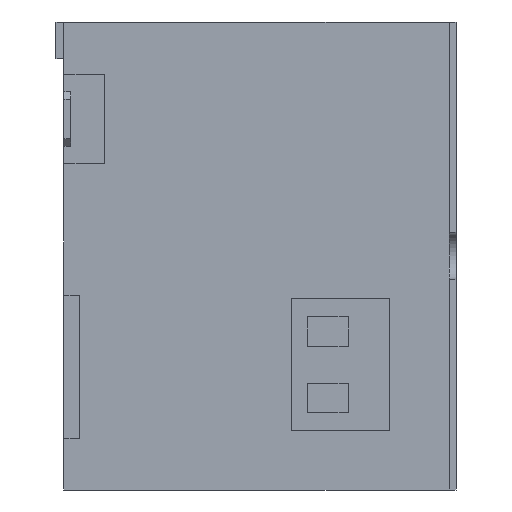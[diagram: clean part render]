
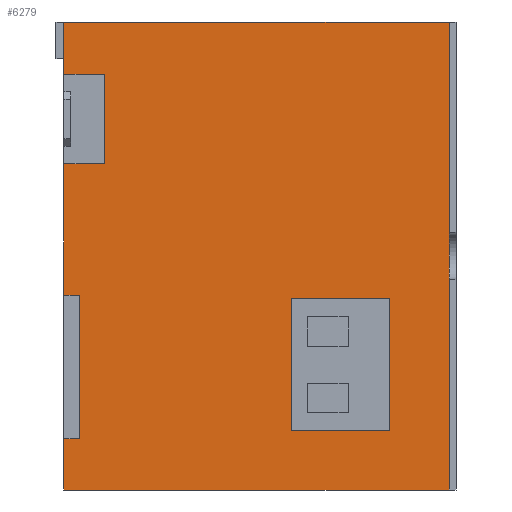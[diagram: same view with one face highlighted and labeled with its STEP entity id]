
A CAD part, left-side view. The second image highlights one B-rep face of the part: STEP entity #6279.
In plain terms, the highlighted planar face has unit normal (-1, 0, 0).
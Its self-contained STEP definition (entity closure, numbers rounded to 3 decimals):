
#29 = VECTOR ( 'NONE', #3491, 1000. ) ;
#62 = CARTESIAN_POINT ( 'NONE',  ( -32.3, 42.5, -21. ) ) ;
#85 = ORIENTED_EDGE ( 'NONE', *, *, #1500, .T. ) ;
#122 = EDGE_CURVE ( 'NONE', #3839, #7358, #502, .T. ) ;
#132 = AXIS2_PLACEMENT_3D ( 'NONE', #7956, #4182, #1609 ) ;
#144 = ORIENTED_EDGE ( 'NONE', *, *, #5537, .T. ) ;
#176 = CARTESIAN_POINT ( 'NONE',  ( -32.3, 39.6, 10.6 ) ) ;
#225 = VECTOR ( 'NONE', #3479, 1000. ) ;
#265 = VERTEX_POINT ( 'NONE', #2497 ) ;
#279 = CARTESIAN_POINT ( 'NONE',  ( -32.3, 42.5, 20.9 ) ) ;
#329 = ORIENTED_EDGE ( 'NONE', *, *, #5701, .T. ) ;
#384 = DIRECTION ( 'NONE',  ( 0., -1., 0. ) ) ;
#463 = ORIENTED_EDGE ( 'NONE', *, *, #122, .F. ) ;
#483 = CARTESIAN_POINT ( 'NONE',  ( -32.3, 0., -26.9 ) ) ;
#502 = LINE ( 'NONE', #3582, #4001 ) ;
#569 = ORIENTED_EDGE ( 'NONE', *, *, #5107, .T. ) ;
#624 = EDGE_CURVE ( 'Defeature ausgef�hrt1_122+Defeature ausgef�hrt1_13+Defeature ausgef�hrt1_114+Defeature ausgef�hrt1_120', #2501, #4030, #2616, .T. ) ;
#639 = CARTESIAN_POINT ( 'NONE',  ( -32.3, 44.3, -4.5 ) ) ;
#660 = DIRECTION ( 'NONE',  ( 0., 1., 0. ) ) ;
#804 = ORIENTED_EDGE ( 'NONE', *, *, #4741, .F. ) ;
#808 = ORIENTED_EDGE ( 'NONE', *, *, #7502, .T. ) ;
#828 = CARTESIAN_POINT ( 'NONE',  ( -32.3, 0., 26.9 ) ) ;
#835 = CARTESIAN_POINT ( 'NONE',  ( -32.3, 6.8, -20.115 ) ) ;
#913 = VERTEX_POINT ( 'NONE', #639 ) ;
#991 = LINE ( 'NONE', #4831, #2531 ) ;
#1061 = CARTESIAN_POINT ( 'NONE',  ( -32.3, 42.5, 10.6 ) ) ;
#1066 = CARTESIAN_POINT ( 'NONE',  ( -32.3, 6.8, -4.875 ) ) ;
#1131 = VERTEX_POINT ( 'NONE', #828 ) ;
#1159 = CARTESIAN_POINT ( 'NONE',  ( -32.3, 6.8, -4.875 ) ) ;
#1322 = VECTOR ( 'NONE', #6586, 1000. ) ;
#1355 = EDGE_CURVE ( 'Defeature ausgef�hrt1_133+Defeature ausgef�hrt1_13+Defeature ausgef�hrt1_13+Defeature ausgef�hrt1_13', #7624, #3839, #7355, .T. ) ;
#1392 = CARTESIAN_POINT ( 'NONE',  ( -32.3, 44.3, 26.9 ) ) ;
#1500 = EDGE_CURVE ( 'Defeature ausgef�hrt1_13+Defeature ausgef�hrt1_133+Defeature ausgef�hrt1_133+Defeature ausgef�hrt1_133', #7624, #2174, #991, .T. ) ;
#1544 = DIRECTION ( 'NONE',  ( 0., 0., 1. ) ) ;
#1552 = LINE ( 'NONE', #6604, #2928 ) ;
#1599 = CARTESIAN_POINT ( 'NONE',  ( -32.3, 39.6, 20.9 ) ) ;
#1609 = DIRECTION ( 'NONE',  ( 0., 0., 1. ) ) ;
#1647 = ORIENTED_EDGE ( 'NONE', *, *, #5423, .F. ) ;
#1671 = DIRECTION ( 'NONE',  ( 0., -1., 0. ) ) ;
#1781 = ORIENTED_EDGE ( 'NONE', *, *, #3528, .T. ) ;
#1869 = EDGE_LOOP ( 'NONE', ( #3472, #85, #1781, #463 ) ) ;
#2085 = EDGE_LOOP ( 'NONE', ( #4201, #2974, #329, #144, #3611, #4233, #2148, #569, #808, #1647, #804, #4543 ) ) ;
#2143 = CARTESIAN_POINT ( 'NONE',  ( -32.3, 42.5, -21. ) ) ;
#2148 = ORIENTED_EDGE ( 'NONE', *, *, #3107, .T. ) ;
#2174 = VERTEX_POINT ( 'NONE', #1066 ) ;
#2179 = CARTESIAN_POINT ( 'NONE',  ( -32.3, 44.3, -26.9 ) ) ;
#2210 = VECTOR ( 'NONE', #2221, 1000. ) ;
#2221 = DIRECTION ( 'NONE',  ( 0., 0., 1. ) ) ;
#2248 = VERTEX_POINT ( 'NONE', #483 ) ;
#2309 = EDGE_CURVE ( 'Defeature ausgef�hrt1_13+Defeature ausgef�hrt1_2+Defeature ausgef�hrt1_8+Defeature ausgef�hrt1_120', #2934, #6699, #2904, .T. ) ;
#2333 = VERTEX_POINT ( 'NONE', #4367 ) ;
#2436 = VECTOR ( 'NONE', #5356, 1000. ) ;
#2497 = CARTESIAN_POINT ( 'NONE',  ( -32.3, 44.3, -21. ) ) ;
#2501 = VERTEX_POINT ( 'NONE', #176 ) ;
#2531 = VECTOR ( 'NONE', #1671, 1000. ) ;
#2616 = LINE ( 'NONE', #2850, #2210 ) ;
#2629 = LINE ( 'NONE', #1061, #2436 ) ;
#2641 = LINE ( 'NONE', #7877, #29 ) ;
#2687 = CARTESIAN_POINT ( 'NONE',  ( -32.3, 44.3, 20.9 ) ) ;
#2694 = DIRECTION ( 'NONE',  ( 0., 0., -1. ) ) ;
#2731 = EDGE_CURVE ( 'Defeature ausgef�hrt1_101+Defeature ausgef�hrt1_13+Defeature ausgef�hrt1_102+Defeature ausgef�hrt1_2', #4371, #913, #6840, .T. ) ;
#2847 = CARTESIAN_POINT ( 'NONE',  ( -32.3, 0., 26.9 ) ) ;
#2850 = CARTESIAN_POINT ( 'NONE',  ( -32.3, 39.6, 10.6 ) ) ;
#2861 = LINE ( 'NONE', #2179, #1322 ) ;
#2881 = LINE ( 'NONE', #62, #8007 ) ;
#2902 = DIRECTION ( 'NONE',  ( 0., 0., -1. ) ) ;
#2904 = LINE ( 'NONE', #5618, #4381 ) ;
#2928 = VECTOR ( 'NONE', #384, 1000. ) ;
#2934 = VERTEX_POINT ( 'NONE', #3672 ) ;
#2974 = ORIENTED_EDGE ( 'NONE', *, *, #624, .F. ) ;
#3007 = CARTESIAN_POINT ( 'NONE',  ( -32.3, 42.5, -4.5 ) ) ;
#3107 = EDGE_CURVE ( 'Defeature ausgef�hrt1_13+Defeature ausgef�hrt1_99+Defeature ausgef�hrt1_102+Defeature ausgef�hrt1_2', #4989, #265, #2881, .T. ) ;
#3204 = VECTOR ( 'NONE', #1544, 1000. ) ;
#3471 = VECTOR ( 'NONE', #4814, 1000. ) ;
#3472 = ORIENTED_EDGE ( 'NONE', *, *, #1355, .F. ) ;
#3479 = DIRECTION ( 'NONE',  ( 0., 0., -1. ) ) ;
#3491 = DIRECTION ( 'NONE',  ( 0., 0., -1. ) ) ;
#3528 = EDGE_CURVE ( 'NONE', #2174, #7358, #7089, .T. ) ;
#3582 = CARTESIAN_POINT ( 'NONE',  ( -32.3, 6.8, -20.115 ) ) ;
#3603 = LINE ( 'NONE', #1392, #7397 ) ;
#3611 = ORIENTED_EDGE ( 'NONE', *, *, #2731, .F. ) ;
#3665 = DIRECTION ( 'NONE',  ( 0., -1., 0. ) ) ;
#3672 = CARTESIAN_POINT ( 'NONE',  ( -32.3, 44.3, 26.9 ) ) ;
#3815 = VECTOR ( 'NONE', #2902, 1000. ) ;
#3839 = VERTEX_POINT ( 'NONE', #4627 ) ;
#3948 = DIRECTION ( 'NONE',  ( 0., 1., 0. ) ) ;
#4001 = VECTOR ( 'NONE', #3665, 1000. ) ;
#4030 = VERTEX_POINT ( 'NONE', #1599 ) ;
#4167 = VERTEX_POINT ( 'NONE', #6640 ) ;
#4168 = CARTESIAN_POINT ( 'NONE',  ( -32.3, 18.107, -4.875 ) ) ;
#4182 = DIRECTION ( 'NONE',  ( -1., 0., 0. ) ) ;
#4201 = ORIENTED_EDGE ( 'NONE', *, *, #6985, .F. ) ;
#4233 = ORIENTED_EDGE ( 'NONE', *, *, #6219, .F. ) ;
#4367 = CARTESIAN_POINT ( 'NONE',  ( -32.3, 44.3, 10.6 ) ) ;
#4371 = VERTEX_POINT ( 'NONE', #6098 ) ;
#4381 = VECTOR ( 'NONE', #5559, 1000. ) ;
#4387 = LINE ( 'NONE', #2143, #3204 ) ;
#4543 = ORIENTED_EDGE ( 'NONE', *, *, #2309, .T. ) ;
#4627 = CARTESIAN_POINT ( 'NONE',  ( -32.3, 18.107, -20.115 ) ) ;
#4729 = VECTOR ( 'NONE', #7317, 1000. ) ;
#4741 = EDGE_CURVE ( 'Defeature ausgef�hrt1_8+Defeature ausgef�hrt1_13+Defeature ausgef�hrt1_2+Defeature ausgef�hrt1_6', #2934, #1131, #1552, .T. ) ;
#4814 = DIRECTION ( 'NONE',  ( 0., 1., 0. ) ) ;
#4831 = CARTESIAN_POINT ( 'NONE',  ( -32.3, 6.8, -4.875 ) ) ;
#4989 = VERTEX_POINT ( 'NONE', #5601 ) ;
#5107 = EDGE_CURVE ( 'Defeature ausgef�hrt1_13+Defeature ausgef�hrt1_2+Defeature ausgef�hrt1_99+Defeature ausgef�hrt1_10', #265, #4167, #3603, .T. ) ;
#5356 = DIRECTION ( 'NONE',  ( 0., 1., 0. ) ) ;
#5400 = LINE ( 'NONE', #2847, #225 ) ;
#5423 = EDGE_CURVE ( 'Defeature ausgef�hrt1_6+Defeature ausgef�hrt1_13+Defeature ausgef�hrt1_8+Defeature ausgef�hrt1_10', #1131, #2248, #5400, .T. ) ;
#5457 = PLANE ( 'NONE',  #132 ) ;
#5537 = EDGE_CURVE ( 'Defeature ausgef�hrt1_13+Defeature ausgef�hrt1_2+Defeature ausgef�hrt1_114+Defeature ausgef�hrt1_101', #2333, #913, #2641, .T. ) ;
#5559 = DIRECTION ( 'NONE',  ( 0., 0., -1. ) ) ;
#5601 = CARTESIAN_POINT ( 'NONE',  ( -32.3, 42.5, -21. ) ) ;
#5618 = CARTESIAN_POINT ( 'NONE',  ( -32.3, 44.3, 26.9 ) ) ;
#5701 = EDGE_CURVE ( 'Defeature ausgef�hrt1_13+Defeature ausgef�hrt1_114+Defeature ausgef�hrt1_122+Defeature ausgef�hrt1_2', #2501, #2333, #2629, .T. ) ;
#5849 = VECTOR ( 'NONE', #3948, 1000. ) ;
#6098 = CARTESIAN_POINT ( 'NONE',  ( -32.3, 42.5, -4.5 ) ) ;
#6219 = EDGE_CURVE ( 'Defeature ausgef�hrt1_102+Defeature ausgef�hrt1_13+Defeature ausgef�hrt1_99+Defeature ausgef�hrt1_101', #4989, #4371, #4387, .T. ) ;
#6279 = ADVANCED_FACE ( 'Defeature ausgef�hrt1_13', ( #7130, #7543 ), #5457, .T. ) ;
#6586 = DIRECTION ( 'NONE',  ( 0., -1., 0. ) ) ;
#6604 = CARTESIAN_POINT ( 'NONE',  ( -32.3, 44.3, 26.9 ) ) ;
#6640 = CARTESIAN_POINT ( 'NONE',  ( -32.3, 44.3, -26.9 ) ) ;
#6699 = VERTEX_POINT ( 'NONE', #2687 ) ;
#6840 = LINE ( 'NONE', #3007, #3471 ) ;
#6985 = EDGE_CURVE ( 'Defeature ausgef�hrt1_120+Defeature ausgef�hrt1_13+Defeature ausgef�hrt1_122+Defeature ausgef�hrt1_2', #4030, #6699, #8010, .T. ) ;
#7089 = LINE ( 'NONE', #1159, #4729 ) ;
#7130 = FACE_BOUND ( 'NONE', #1869, .T. ) ;
#7301 = CARTESIAN_POINT ( 'NONE',  ( -32.3, 18.107, -4.875 ) ) ;
#7317 = DIRECTION ( 'NONE',  ( 0., 0., -1. ) ) ;
#7355 = LINE ( 'NONE', #7301, #3815 ) ;
#7358 = VERTEX_POINT ( 'NONE', #835 ) ;
#7397 = VECTOR ( 'NONE', #2694, 1000. ) ;
#7502 = EDGE_CURVE ( 'Defeature ausgef�hrt1_13+Defeature ausgef�hrt1_10+Defeature ausgef�hrt1_2+Defeature ausgef�hrt1_6', #4167, #2248, #2861, .T. ) ;
#7543 = FACE_OUTER_BOUND ( 'NONE', #2085, .T. ) ;
#7624 = VERTEX_POINT ( 'NONE', #4168 ) ;
#7877 = CARTESIAN_POINT ( 'NONE',  ( -32.3, 44.3, 26.9 ) ) ;
#7956 = CARTESIAN_POINT ( 'NONE',  ( -32.3, 44.3, 26.9 ) ) ;
#8007 = VECTOR ( 'NONE', #660, 1000. ) ;
#8010 = LINE ( 'NONE', #279, #5849 ) ;
